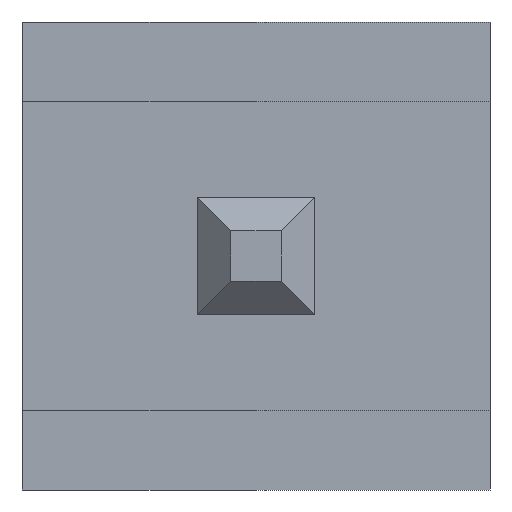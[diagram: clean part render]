
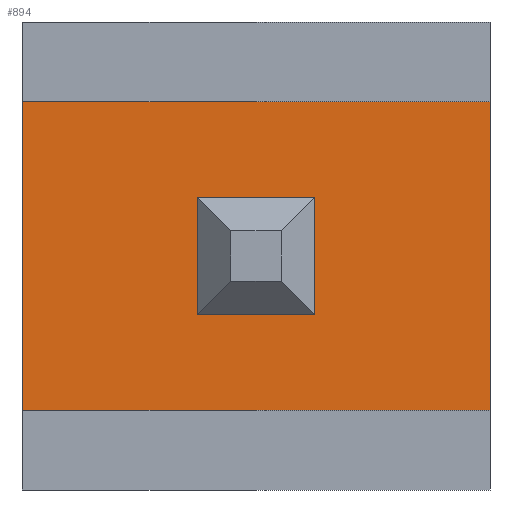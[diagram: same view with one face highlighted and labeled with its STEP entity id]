
A CAD part, front view. The second image highlights one B-rep face of the part: STEP entity #894.
In plain terms, the highlighted planar face has unit normal (0, -1, 0).
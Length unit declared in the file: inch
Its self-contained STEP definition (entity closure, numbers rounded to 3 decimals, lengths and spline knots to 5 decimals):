
#107 = ORIENTED_EDGE ( 'NONE', *, *, #2258, .T. ) ;
#115 = VERTEX_POINT ( 'NONE', #818 ) ;
#126 = VERTEX_POINT ( 'NONE', #815 ) ;
#131 = ORIENTED_EDGE ( 'NONE', *, *, #2269, .T. ) ;
#164 = ORIENTED_EDGE ( 'NONE', *, *, #2161, .F. ) ;
#183 = VERTEX_POINT ( 'NONE', #1465 ) ;
#185 = ORIENTED_EDGE ( 'NONE', *, *, #2164, .F. ) ;
#196 = VERTEX_POINT ( 'NONE', #1466 ) ;
#244 = ORIENTED_EDGE ( 'NONE', *, *, #2180, .T. ) ;
#257 = ORIENTED_EDGE ( 'NONE', *, *, #2163, .T. ) ;
#284 = VERTEX_POINT ( 'NONE', #2372 ) ;
#330 = ORIENTED_EDGE ( 'NONE', *, *, #2277, .T. ) ;
#348 = VERTEX_POINT ( 'NONE', #1921 ) ;
#365 = EDGE_LOOP ( 'NONE', ( #131, #164, #185, #330 ) ) ;
#383 = VERTEX_POINT ( 'NONE', #1924 ) ;
#438 = VERTEX_POINT ( 'NONE', #1935 ) ;
#454 = EDGE_LOOP ( 'NONE', ( #478, #257, #244, #107 ) ) ;
#478 = ORIENTED_EDGE ( 'NONE', *, *, #2147, .T. ) ;
#815 = CARTESIAN_POINT ( 'NONE',  ( 0.05, 0.02, 0.033 ) ) ;
#818 = CARTESIAN_POINT ( 'NONE',  ( 0.0125, 0.02, -0.0125 ) ) ;
#894 = ADVANCED_FACE ( 'NONE', ( #1639, #1747 ), #1101, .F. ) ;
#1101 = PLANE ( 'NONE',  #2335 ) ;
#1109 = CARTESIAN_POINT ( 'NONE',  ( -0.05, 0.02, -0.033 ) ) ;
#1110 = DIRECTION ( 'NONE',  ( 0., 1., 0. ) ) ;
#1111 = DIRECTION ( 'NONE',  ( 0., 0., 1. ) ) ;
#1166 = CARTESIAN_POINT ( 'NONE',  ( -0.0125, 0.02, -0.0125 ) ) ;
#1171 = DIRECTION ( 'NONE',  ( 0., 0., 1. ) ) ;
#1180 = CARTESIAN_POINT ( 'NONE',  ( -0.05, 0.02, 0.033 ) ) ;
#1185 = CARTESIAN_POINT ( 'NONE',  ( -0.0125, 0.02, 0.0125 ) ) ;
#1187 = DIRECTION ( 'NONE',  ( 1., 0., 0. ) ) ;
#1191 = DIRECTION ( 'NONE',  ( 1., 0., 0. ) ) ;
#1192 = CARTESIAN_POINT ( 'NONE',  ( -0.05, 0.02, -0.033 ) ) ;
#1193 = DIRECTION ( 'NONE',  ( 0., 0., 1. ) ) ;
#1203 = CARTESIAN_POINT ( 'NONE',  ( 0.0125, 0.02, 0.0125 ) ) ;
#1215 = DIRECTION ( 'NONE',  ( 0., 0., -1. ) ) ;
#1266 = CARTESIAN_POINT ( 'NONE',  ( 0.0125, 0.02, -0.0125 ) ) ;
#1277 = DIRECTION ( 'NONE',  ( -1., 0., 0. ) ) ;
#1288 = CARTESIAN_POINT ( 'NONE',  ( 0.05, 0.02, -0.033 ) ) ;
#1290 = DIRECTION ( 'NONE',  ( 0., 0., 1. ) ) ;
#1304 = CARTESIAN_POINT ( 'NONE',  ( -0.05, 0.02, -0.033 ) ) ;
#1305 = DIRECTION ( 'NONE',  ( 1., 0., 0. ) ) ;
#1465 = CARTESIAN_POINT ( 'NONE',  ( 0.05, 0.02, -0.033 ) ) ;
#1466 = CARTESIAN_POINT ( 'NONE',  ( -0.0125, 0.02, 0.0125 ) ) ;
#1520 = VECTOR ( 'NONE', #1191, 39.37008 ) ;
#1527 = VECTOR ( 'NONE', #1187, 39.37008 ) ;
#1543 = LINE ( 'NONE', #1180, #1527 ) ;
#1562 = LINE ( 'NONE', #1185, #1520 ) ;
#1563 = LINE ( 'NONE', #1192, #1572 ) ;
#1564 = VECTOR ( 'NONE', #1171, 39.37008 ) ;
#1572 = VECTOR ( 'NONE', #1193, 39.37008 ) ;
#1638 = LINE ( 'NONE', #1166, #1564 ) ;
#1639 = FACE_BOUND ( 'NONE', #454, .T. ) ;
#1666 = VECTOR ( 'NONE', #1305, 39.37008 ) ;
#1690 = LINE ( 'NONE', #1266, #1700 ) ;
#1700 = VECTOR ( 'NONE', #1277, 39.37008 ) ;
#1747 = FACE_OUTER_BOUND ( 'NONE', #365, .T. ) ;
#1761 = LINE ( 'NONE', #1203, #1803 ) ;
#1793 = LINE ( 'NONE', #1304, #1666 ) ;
#1796 = VECTOR ( 'NONE', #1290, 39.37008 ) ;
#1803 = VECTOR ( 'NONE', #1215, 39.37008 ) ;
#1831 = LINE ( 'NONE', #1288, #1796 ) ;
#1921 = CARTESIAN_POINT ( 'NONE',  ( -0.05, 0.02, 0.033 ) ) ;
#1924 = CARTESIAN_POINT ( 'NONE',  ( -0.0125, 0.02, -0.0125 ) ) ;
#1935 = CARTESIAN_POINT ( 'NONE',  ( 0.0125, 0.02, 0.0125 ) ) ;
#2147 = EDGE_CURVE ( 'NONE', #383, #196, #1638, .T. ) ;
#2161 = EDGE_CURVE ( 'NONE', #348, #126, #1543, .T. ) ;
#2163 = EDGE_CURVE ( 'NONE', #196, #438, #1562, .T. ) ;
#2164 = EDGE_CURVE ( 'NONE', #284, #348, #1563, .T. ) ;
#2180 = EDGE_CURVE ( 'NONE', #438, #115, #1761, .T. ) ;
#2258 = EDGE_CURVE ( 'NONE', #115, #383, #1690, .T. ) ;
#2269 = EDGE_CURVE ( 'NONE', #183, #126, #1831, .T. ) ;
#2277 = EDGE_CURVE ( 'NONE', #284, #183, #1793, .T. ) ;
#2335 = AXIS2_PLACEMENT_3D ( 'NONE', #1109, #1110, #1111 ) ;
#2372 = CARTESIAN_POINT ( 'NONE',  ( -0.05, 0.02, -0.033 ) ) ;
